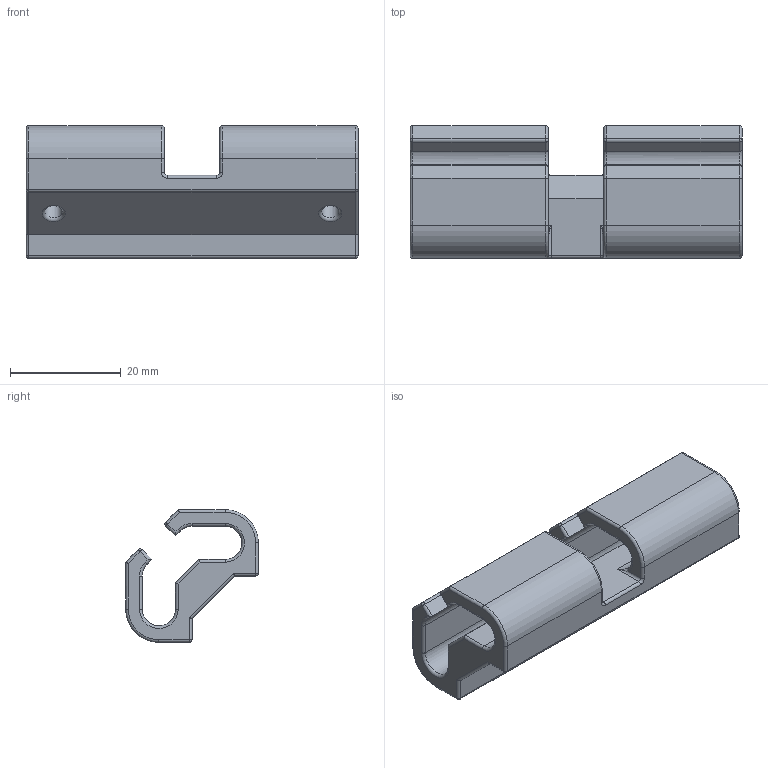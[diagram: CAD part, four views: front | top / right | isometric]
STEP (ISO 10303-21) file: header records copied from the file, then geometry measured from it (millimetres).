
FILE_DESCRIPTION(('STEP AP242'), '1');
FILE_NAME('item3dPrinterTermoboxAndDoorConnector', '', ('UNSPECIFIED'), ('UNSPECIFIED'), 'C3D Converter', 'C3D Toolkit', '');
FILE_SCHEMA(('AP242_MANAGED_MODEL_BASED_3D_ENGINEERING_MIM_LF { 1 0 10303 442 1 1 4 }'));
Length unit declared in the file: millimetre
Bounding box: 60 x 24 x 24 mm (x, y, z)
Volume: 12477.6 mm3; surface area: 7913.6 mm2
Topology: 1 solids, 1 shells, 168 faces, 390 edges, 208 vertices
Faces by surface type: cylinder 86, plane 34, torus 32, sphere 12, bspline 4
Full cylindrical faces by diameter (mm): 3.2 x2
Entity records: 4939 total; most frequent: CARTESIAN_POINT 1241, DIRECTION 814, ORIENTED_EDGE 736, EDGE_CURVE 368, AXIS2_PLACEMENT_3D 317, VERTEX_POINT 208, LINE 180, VECTOR 180
